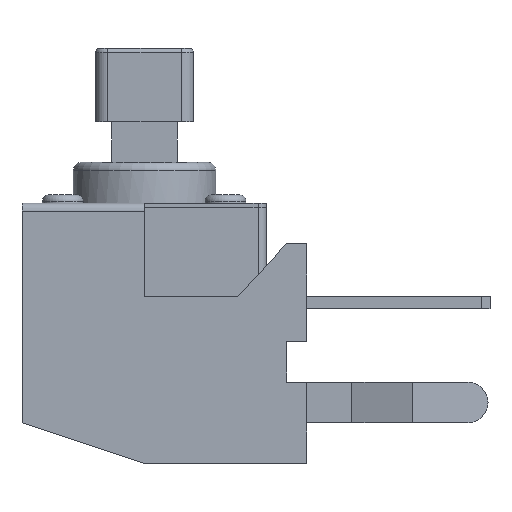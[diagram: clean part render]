
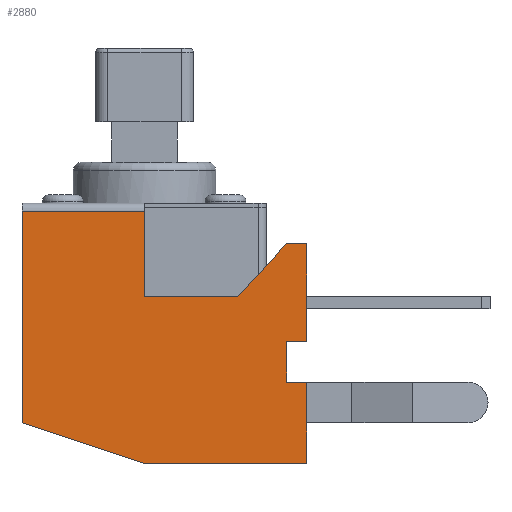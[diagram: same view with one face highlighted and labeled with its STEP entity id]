
A CAD part, left-side view. The second image highlights one B-rep face of the part: STEP entity #2880.
In plain terms, the highlighted face is planar.
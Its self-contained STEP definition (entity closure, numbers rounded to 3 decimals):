
#2263 = VERTEX_POINT('',#2264);
#2264 = CARTESIAN_POINT('',(-0.102,-0.737,
    -0.279));
#2271 = EDGE_CURVE('',#2263,#2272,#2274,.T.);
#2272 = VERTEX_POINT('',#2273);
#2273 = CARTESIAN_POINT('',(-0.102,-0.737,
    -5.479));
#2274 = LINE('',#2275,#2276);
#2275 = CARTESIAN_POINT('',(-0.102,-0.737,
    -0.079));
#2276 = VECTOR('',#2277,1.);
#2277 = DIRECTION('',(0.,0.,-1.));
#2355 = VERTEX_POINT('',#2356);
#2356 = CARTESIAN_POINT('',(2.898,-0.737,
    -2.379));
#2362 = EDGE_CURVE('',#2355,#2363,#2365,.T.);
#2363 = VERTEX_POINT('',#2364);
#2364 = CARTESIAN_POINT('',(2.898,-0.737,
    -0.279));
#2365 = LINE('',#2366,#2367);
#2366 = CARTESIAN_POINT('',(2.898,-0.737,
    -2.379));
#2367 = VECTOR('',#2368,1.);
#2368 = DIRECTION('',(0.,0.,1.));
#2386 = EDGE_CURVE('',#2363,#2263,#2387,.T.);
#2387 = LINE('',#2388,#2389);
#2388 = CARTESIAN_POINT('',(2.898,-0.737,
    -0.279));
#2389 = VECTOR('',#2390,1.);
#2390 = DIRECTION('',(-1.,0.,0.));
#2880 = ADVANCED_FACE('',(#2881),#2972,.T.);
#2881 = FACE_BOUND('',#2882,.T.);
#2882 = EDGE_LOOP('',(#2883,#2884,#2885,#2886,#2894,#2902,#2910,#2918,
    #2926,#2934,#2942,#2950,#2958,#2966));
#2883 = ORIENTED_EDGE('',*,*,#2362,.T.);
#2884 = ORIENTED_EDGE('',*,*,#2386,.T.);
#2885 = ORIENTED_EDGE('',*,*,#2271,.T.);
#2886 = ORIENTED_EDGE('',*,*,#2887,.T.);
#2887 = EDGE_CURVE('',#2272,#2888,#2890,.T.);
#2888 = VERTEX_POINT('',#2889);
#2889 = CARTESIAN_POINT('',(2.898,-0.737,
    -6.479));
#2890 = LINE('',#2891,#2892);
#2891 = CARTESIAN_POINT('',(-0.102,-0.737,
    -5.479));
#2892 = VECTOR('',#2893,1.);
#2893 = DIRECTION('',(0.949,0.,-0.316));
#2894 = ORIENTED_EDGE('',*,*,#2895,.T.);
#2895 = EDGE_CURVE('',#2888,#2896,#2898,.T.);
#2896 = VERTEX_POINT('',#2897);
#2897 = CARTESIAN_POINT('',(6.898,-0.737,
    -6.479));
#2898 = LINE('',#2899,#2900);
#2899 = CARTESIAN_POINT('',(2.898,-0.737,
    -6.479));
#2900 = VECTOR('',#2901,1.);
#2901 = DIRECTION('',(1.,0.,0.));
#2902 = ORIENTED_EDGE('',*,*,#2903,.T.);
#2903 = EDGE_CURVE('',#2896,#2904,#2906,.T.);
#2904 = VERTEX_POINT('',#2905);
#2905 = CARTESIAN_POINT('',(6.898,-0.737,
    -5.479));
#2906 = LINE('',#2907,#2908);
#2907 = CARTESIAN_POINT('',(6.898,-0.737,
    -6.479));
#2908 = VECTOR('',#2909,1.);
#2909 = DIRECTION('',(0.,0.,1.));
#2910 = ORIENTED_EDGE('',*,*,#2911,.T.);
#2911 = EDGE_CURVE('',#2904,#2912,#2914,.T.);
#2912 = VERTEX_POINT('',#2913);
#2913 = CARTESIAN_POINT('',(6.898,-0.737,
    -4.479));
#2914 = LINE('',#2915,#2916);
#2915 = CARTESIAN_POINT('',(6.898,-0.737,
    -5.479));
#2916 = VECTOR('',#2917,1.);
#2917 = DIRECTION('',(0.,0.,1.));
#2918 = ORIENTED_EDGE('',*,*,#2919,.T.);
#2919 = EDGE_CURVE('',#2912,#2920,#2922,.T.);
#2920 = VERTEX_POINT('',#2921);
#2921 = CARTESIAN_POINT('',(6.398,-0.737,
    -4.479));
#2922 = LINE('',#2923,#2924);
#2923 = CARTESIAN_POINT('',(6.898,-0.737,
    -4.479));
#2924 = VECTOR('',#2925,1.);
#2925 = DIRECTION('',(-1.,0.,0.));
#2926 = ORIENTED_EDGE('',*,*,#2927,.T.);
#2927 = EDGE_CURVE('',#2920,#2928,#2930,.T.);
#2928 = VERTEX_POINT('',#2929);
#2929 = CARTESIAN_POINT('',(6.398,-0.737,
    -3.479));
#2930 = LINE('',#2931,#2932);
#2931 = CARTESIAN_POINT('',(6.398,-0.737,
    -4.479));
#2932 = VECTOR('',#2933,1.);
#2933 = DIRECTION('',(0.,0.,1.));
#2934 = ORIENTED_EDGE('',*,*,#2935,.T.);
#2935 = EDGE_CURVE('',#2928,#2936,#2938,.T.);
#2936 = VERTEX_POINT('',#2937);
#2937 = CARTESIAN_POINT('',(6.898,-0.737,
    -3.479));
#2938 = LINE('',#2939,#2940);
#2939 = CARTESIAN_POINT('',(6.398,-0.737,
    -3.479));
#2940 = VECTOR('',#2941,1.);
#2941 = DIRECTION('',(1.,0.,0.));
#2942 = ORIENTED_EDGE('',*,*,#2943,.T.);
#2943 = EDGE_CURVE('',#2936,#2944,#2946,.T.);
#2944 = VERTEX_POINT('',#2945);
#2945 = CARTESIAN_POINT('',(6.898,-0.737,
    -1.079));
#2946 = LINE('',#2947,#2948);
#2947 = CARTESIAN_POINT('',(6.898,-0.737,
    -3.479));
#2948 = VECTOR('',#2949,1.);
#2949 = DIRECTION('',(0.,0.,1.));
#2950 = ORIENTED_EDGE('',*,*,#2951,.F.);
#2951 = EDGE_CURVE('',#2952,#2944,#2954,.T.);
#2952 = VERTEX_POINT('',#2953);
#2953 = CARTESIAN_POINT('',(6.398,-0.737,
    -1.079));
#2954 = LINE('',#2955,#2956);
#2955 = CARTESIAN_POINT('',(6.398,-0.737,
    -1.079));
#2956 = VECTOR('',#2957,1.);
#2957 = DIRECTION('',(1.,0.,0.));
#2958 = ORIENTED_EDGE('',*,*,#2959,.F.);
#2959 = EDGE_CURVE('',#2960,#2952,#2962,.T.);
#2960 = VERTEX_POINT('',#2961);
#2961 = CARTESIAN_POINT('',(5.198,-0.737,
    -2.379));
#2962 = LINE('',#2963,#2964);
#2963 = CARTESIAN_POINT('',(5.198,-0.737,
    -2.379));
#2964 = VECTOR('',#2965,1.);
#2965 = DIRECTION('',(0.678,0.,0.735));
#2966 = ORIENTED_EDGE('',*,*,#2967,.T.);
#2967 = EDGE_CURVE('',#2960,#2355,#2968,.T.);
#2968 = LINE('',#2969,#2970);
#2969 = CARTESIAN_POINT('',(5.198,-0.737,
    -2.379));
#2970 = VECTOR('',#2971,1.);
#2971 = DIRECTION('',(-1.,0.,0.));
#2972 = PLANE('',#2973);
#2973 = AXIS2_PLACEMENT_3D('',#2974,#2975,#2976);
#2974 = CARTESIAN_POINT('',(3.49,-0.737,
    -3.342));
#2975 = DIRECTION('',(0.,-1.,0.));
#2976 = DIRECTION('',(0.,0.,-1.));
